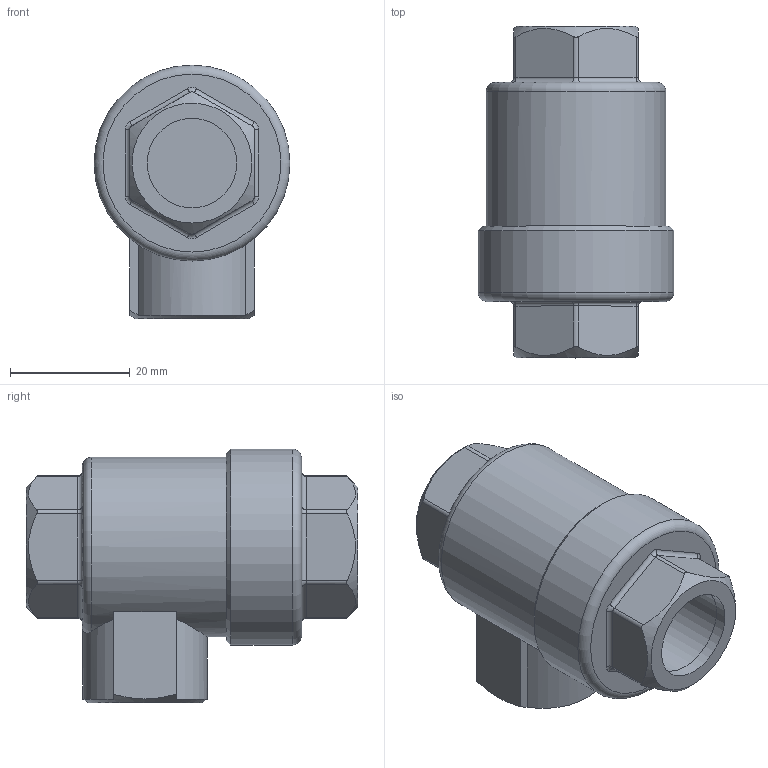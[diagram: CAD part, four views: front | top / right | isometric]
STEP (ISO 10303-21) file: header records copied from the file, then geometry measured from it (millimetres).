
FILE_DESCRIPTION(/* description */ ('Unknown'),/* implementation_level */ '2;1');
FILE_NAME(/* name */ 'QE.3;8',/* time_stamp */ '2019-05-03T10:04:31-04:00',/* author */ ('Unknown'),/* organization */ ('Unknown'),/* preprocessor_version */ 'ST-DEVELOPER v16.7',/* originating_system */ 'DEX',/* authorisation */ $);
FILE_SCHEMA (('AUTOMOTIVE_DESIGN {1 0 10303 214 3 1 1}'));
Length unit declared in the file: millimetre
Products named in the file (1): QE.3;8
Bounding box: 32.7 x 55.4 x 42.35 mm (x, y, z)
Volume: 32196.7 mm3; surface area: 8856.5 mm2
Topology: 1 solids, 1 shells, 79 faces, 185 edges, 114 vertices
Faces by surface type: cylinder 34, plane 27, torus 14, cone 4
Full cylindrical faces by diameter (mm): 14.95 x6, 30 x1, 32.7 x1
Entity records: 2802 total; most frequent: CARTESIAN_POINT 522, DIRECTION 364, ORIENTED_EDGE 330, EDGE_CURVE 165, AXIS2_PLACEMENT_3D 153, VERTEX_POINT 108, EDGE_LOOP 99, FACE_BOUND 99
